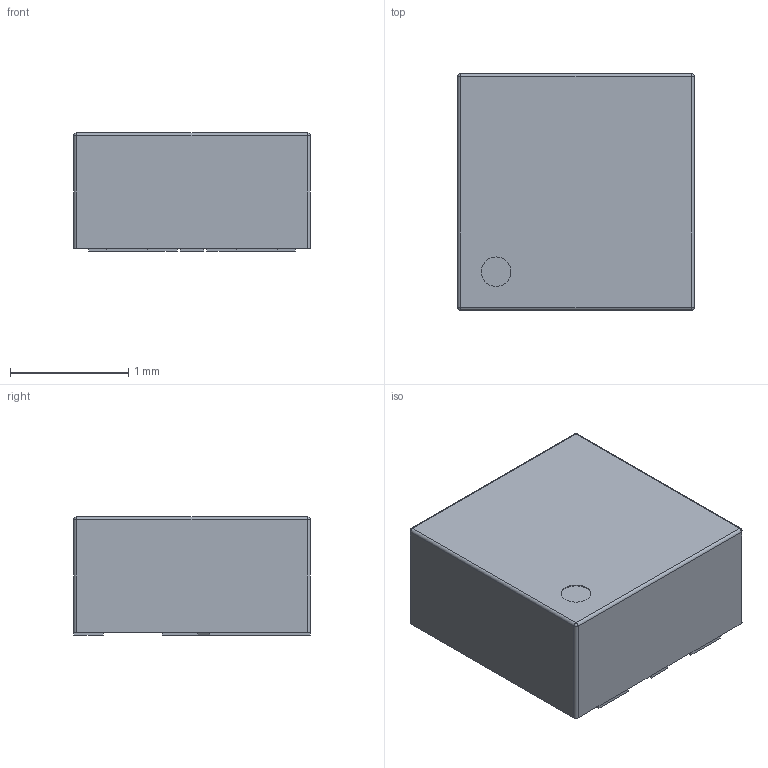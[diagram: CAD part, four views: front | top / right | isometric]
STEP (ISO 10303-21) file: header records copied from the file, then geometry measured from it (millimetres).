
FILE_DESCRIPTION(/* description */ (''),/* implementation_level */ '2;1');
FILE_NAME(/* name */ 'TI - VQFN-7 HR.step',/* time_stamp */ '2020-04-30T03:03:41+01:00',/* author */ (''),/* organization */ (''),/* preprocessor_version */ 'ST-DEVELOPER v18.1',/* originating_system */ 'Autodesk Translation Framework v9.2.0.1227',/* authorisation */ '');
FILE_SCHEMA (('AUTOMOTIVE_DESIGN { 1 0 10303 214 3 1 1 }'));
Length unit declared in the file: millimetre
Products named in the file (1): TI - VQFN-7 HR
Bounding box: 2 x 2 x 1 mm (x, y, z)
Volume: 3.9 mm3; surface area: 16 mm2
Topology: 1 solids, 1 shells, 56 faces, 133 edges, 80 vertices
Faces by surface type: plane 43, cylinder 9, sphere 4
Full cylindrical faces by diameter (mm): 0.25 x1
Entity records: 1658 total; most frequent: CARTESIAN_POINT 270, ORIENTED_EDGE 266, DIRECTION 265, EDGE_CURVE 133, LINE 115, VECTOR 115, VERTEX_POINT 80, AXIS2_PLACEMENT_3D 75
